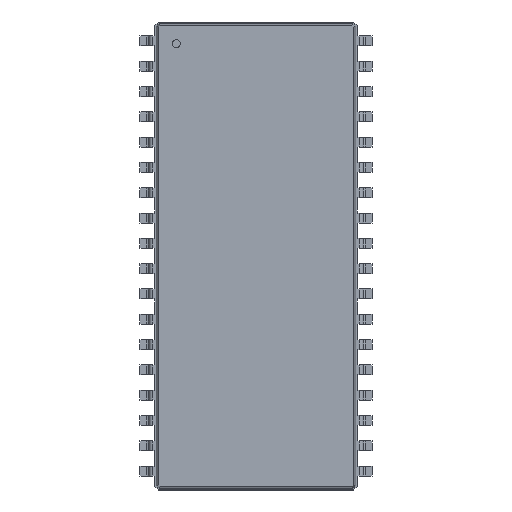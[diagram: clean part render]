
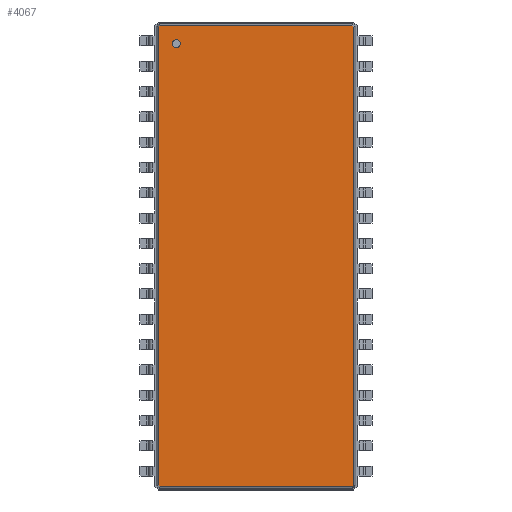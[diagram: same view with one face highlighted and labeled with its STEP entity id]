
A CAD part, top view. The second image highlights one B-rep face of the part: STEP entity #4067.
In plain terms, the highlighted planar face has unit normal (0, 0, 1).
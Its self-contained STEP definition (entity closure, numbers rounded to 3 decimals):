
#13=DIRECTION('',(0.,0.,1.));
#27=VECTOR('',#28,1.);
#28=DIRECTION('',(0.,-1.,0.));
#36=DIRECTION('',(0.,1.,0.));
#58=VECTOR('',#59,1.);
#59=DIRECTION('',(1.,0.,0.));
#133=VECTOR('',#134,1.);
#134=DIRECTION('',(-1.,0.,0.));
#506=VECTOR('',#507,1.);
#507=DIRECTION('',(0.707,-0.707,0.));
#513=VECTOR('',#514,1.);
#514=DIRECTION('',(-0.707,-0.707,0.));
#525=VECTOR('',#526,1.);
#526=DIRECTION('',(-0.707,0.707,0.));
#532=VECTOR('',#36,1.);
#536=VECTOR('',#537,1.);
#537=DIRECTION('',(0.707,0.707,0.));
#1403=VERTEX_POINT('',#1404);
#1404=CARTESIAN_POINT('',(4.894,-11.477,1.6));
#1406=ORIENTED_EDGE('',*,*,#1407,.F.);
#1407=EDGE_CURVE('',#1408,#1403,#1410,.T.);
#1408=VERTEX_POINT('',#1409);
#1409=CARTESIAN_POINT('',(4.894,11.477,1.6));
#1410=LINE('',#1409,#27);
#4058=ORIENTED_EDGE('',*,*,#4059,.F.);
#4059=EDGE_CURVE('',#4060,#1408,#4062,.T.);
#4060=VERTEX_POINT('',#4061);
#4061=CARTESIAN_POINT('',(4.812,11.559,1.6));
#4062=LINE('',#4061,#506);
#4067=ADVANCED_FACE('',(#4068,#4098),#4108,.T.);
#4068=FACE_BOUND('',#4069,.T.);
#4069=EDGE_LOOP('',(#4070,#4075,#4080,#4085,#4090,#4095,#1406,#4058));
#4070=ORIENTED_EDGE('',*,*,#4071,.F.);
#4071=EDGE_CURVE('',#4072,#4060,#4074,.T.);
#4072=VERTEX_POINT('',#4073);
#4073=CARTESIAN_POINT('',(-4.812,11.559,1.6));
#4074=LINE('',#4073,#58);
#4075=ORIENTED_EDGE('',*,*,#4076,.F.);
#4076=EDGE_CURVE('',#4077,#4072,#4079,.T.);
#4077=VERTEX_POINT('',#4078);
#4078=CARTESIAN_POINT('',(-4.894,11.477,1.6));
#4079=LINE('',#4078,#536);
#4080=ORIENTED_EDGE('',*,*,#4081,.F.);
#4081=EDGE_CURVE('',#4082,#4077,#4084,.T.);
#4082=VERTEX_POINT('',#4083);
#4083=CARTESIAN_POINT('',(-4.894,-11.477,1.6));
#4084=LINE('',#4083,#532);
#4085=ORIENTED_EDGE('',*,*,#4086,.F.);
#4086=EDGE_CURVE('',#4087,#4082,#4089,.T.);
#4087=VERTEX_POINT('',#4088);
#4088=CARTESIAN_POINT('',(-4.812,-11.559,1.6));
#4089=LINE('',#4088,#525);
#4090=ORIENTED_EDGE('',*,*,#4091,.F.);
#4091=EDGE_CURVE('',#4092,#4087,#4094,.T.);
#4092=VERTEX_POINT('',#4093);
#4093=CARTESIAN_POINT('',(4.812,-11.559,1.6));
#4094=LINE('',#4093,#133);
#4095=ORIENTED_EDGE('',*,*,#4096,.F.);
#4096=EDGE_CURVE('',#1403,#4092,#4097,.T.);
#4097=LINE('',#1404,#513);
#4098=FACE_BOUND('',#4099,.T.);
#4099=EDGE_LOOP('',(#4100));
#4100=ORIENTED_EDGE('',*,*,#4101,.F.);
#4101=EDGE_CURVE('',#4102,#4102,#4104,.T.);
#4102=VERTEX_POINT('',#4103);
#4103=CARTESIAN_POINT('',(-3.994,10.459,1.6));
#4104=CIRCLE('',#4105,0.2);
#4105=AXIS2_PLACEMENT_3D('',#4106,#13,#4107);
#4106=CARTESIAN_POINT('',(-3.994,10.659,1.6));
#4107=DIRECTION('',(0.,-1.,0.));
#4108=PLANE('',#4109);
#4109=AXIS2_PLACEMENT_3D('',#4073,#13,#4110);
#4110=DIRECTION('',(0.384,-0.923,0.));
